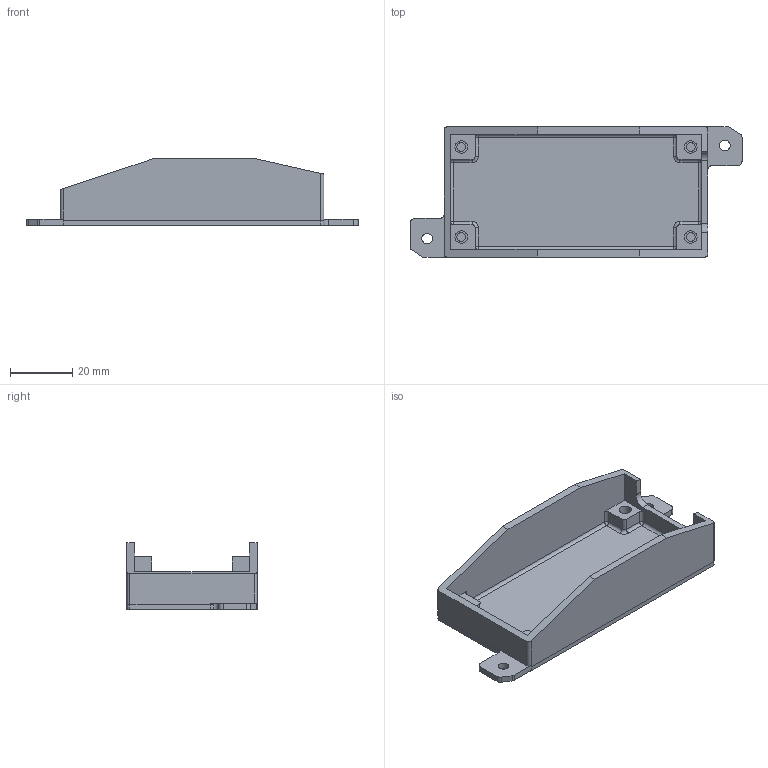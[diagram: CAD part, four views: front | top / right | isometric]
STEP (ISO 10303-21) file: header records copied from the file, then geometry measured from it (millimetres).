
FILE_DESCRIPTION(('FreeCAD Model'),'2;1');
FILE_NAME('Open CASCADE Shape Model','2024-11-11T18:29:20',(''),(''), 'Open CASCADE STEP processor 7.7','FreeCAD','Unknown');
FILE_SCHEMA(('AUTOMOTIVE_DESIGN { 1 0 10303 214 1 1 1 1 }'));
Length unit declared in the file: millimetre
Products named in the file (1): Body
Bounding box: 107 x 42 x 21.5 mm (x, y, z)
Volume: 15863.4 mm3; surface area: 15711.2 mm2
Topology: 1 solids, 1 shells, 124 faces, 314 edges, 192 vertices
Faces by surface type: plane 62, cylinder 50, sphere 8, torus 4
Full cylindrical faces by diameter (mm): 2.8 x4, 3.4 x2, 4 x4
Entity records: 7774 total; most frequent: CARTESIAN_POINT 1471, DIRECTION 1232, LINE 742, VECTOR 742, ORIENTED_EDGE 612, PCURVE 612, DEFINITIONAL_REPRESENTATION 612, EDGE_CURVE 306
